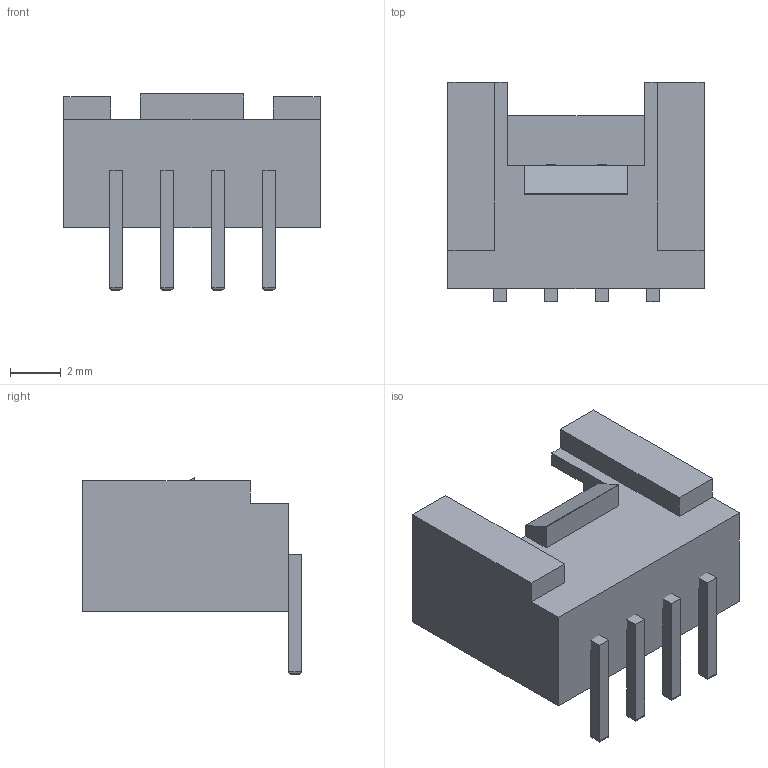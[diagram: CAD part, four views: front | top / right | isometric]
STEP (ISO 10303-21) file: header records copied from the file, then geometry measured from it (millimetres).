
FILE_DESCRIPTION (( 'STEP AP214' ), '1' );
FILE_NAME ('33.STEP', '2022-11-08T14:14:14', ( '' ), ( '' ), 'SwSTEP 2.0', 'SolidWorks 2021', '' );
FILE_SCHEMA (( 'AUTOMOTIVE_DESIGN' ));
Length unit declared in the file: millimetre
Products named in the file (3): grove_plastika.STEP; 33; Czêœæ8^User Library-grove.STEP
Assembly tree (2 placements, depth 2):
  33
    grove_plastika.STEP
    Czêœæ8^User Library-grove.STEP
Bounding box: 10.05 x 8.58 x 7.69 mm (x, y, z)
Volume: 187.3 mm3; surface area: 558.1 mm2
Topology: 5 solids, 5 shells, 97 faces, 229 edges, 142 vertices
Faces by surface type: plane 65, cylinder 32
Entity records: 2824 total; most frequent: CARTESIAN_POINT 569, ORIENTED_EDGE 458, DIRECTION 401, EDGE_CURVE 229, VECTOR 197, LINE 197, VERTEX_POINT 142, AXIS2_PLACEMENT_3D 102
